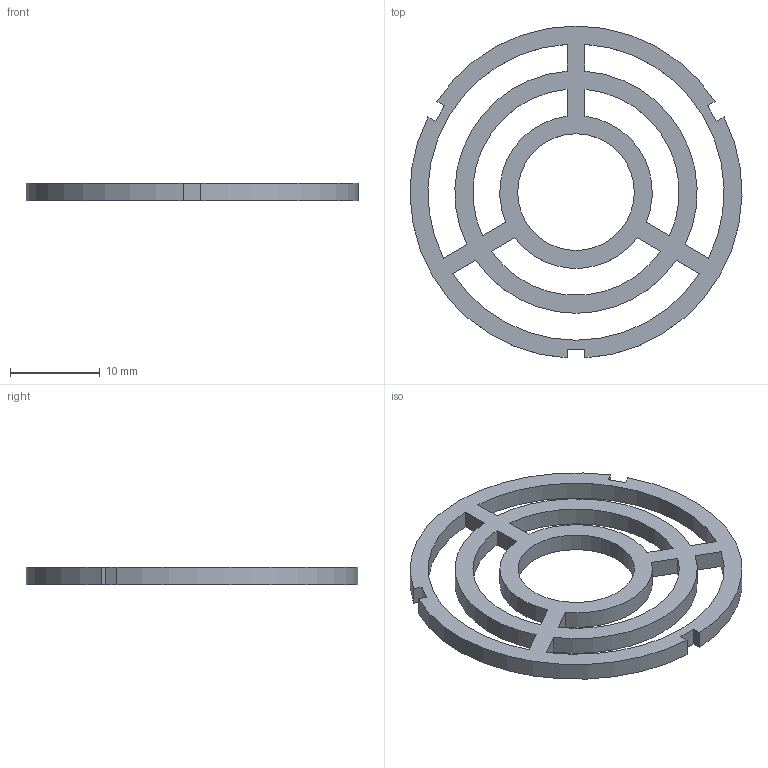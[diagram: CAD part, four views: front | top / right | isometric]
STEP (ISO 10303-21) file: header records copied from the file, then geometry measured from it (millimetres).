
FILE_DESCRIPTION(/* description */ (''),/* implementation_level */ '2;1');
FILE_NAME(/* name */ 'Gold Ring v1.step',/* time_stamp */ '2022-09-22T16:39:20+02:00',/* author */ (''),/* organization */ (''),/* preprocessor_version */ 'ST-DEVELOPER v19',/* originating_system */ 'Autodesk Translation Framework v11.7.0.108',/* authorisation */ '');
FILE_SCHEMA (('AUTOMOTIVE_DESIGN { 1 0 10303 214 3 1 1 }'));
Length unit declared in the file: millimetre
Products named in the file (1): Gold Ring
Bounding box: 36.99 x 36.97 x 2 mm (x, y, z)
Volume: 1002.7 mm3; surface area: 1981 mm2
Topology: 1 solids, 1 shells, 39 faces, 111 edges, 74 vertices
Faces by surface type: plane 23, cylinder 16
Full cylindrical faces by diameter (mm): 13 x1
Entity records: 1338 total; most frequent: CARTESIAN_POINT 225, DIRECTION 223, ORIENTED_EDGE 222, EDGE_CURVE 111, LINE 79, VECTOR 79, VERTEX_POINT 74, AXIS2_PLACEMENT_3D 72
